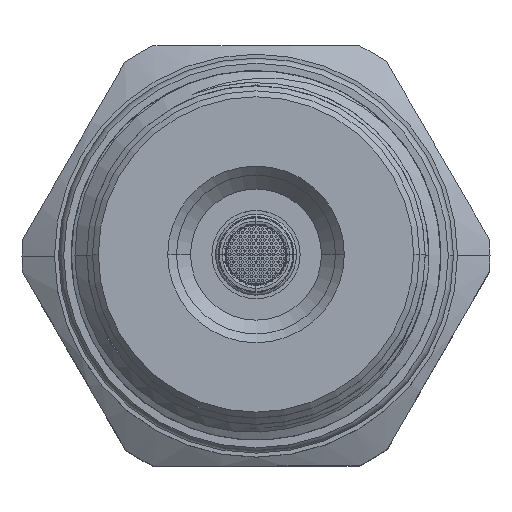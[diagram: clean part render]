
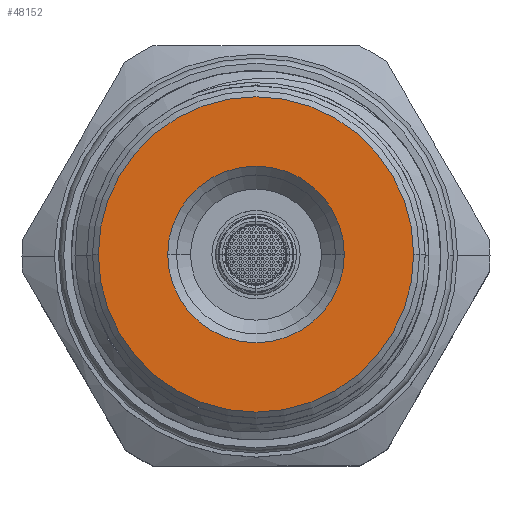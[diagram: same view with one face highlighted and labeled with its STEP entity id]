
A CAD part, top view. The second image highlights one B-rep face of the part: STEP entity #48152.
In plain terms, the highlighted planar face has unit normal (0, 0, 1).
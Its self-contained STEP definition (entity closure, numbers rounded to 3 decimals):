
#689 = ORIENTED_EDGE ( 'NONE', *, *, #41916, .T. ) ;
#2296 = DIRECTION ( 'NONE',  ( -1., 0., 0. ) ) ;
#2407 = DIRECTION ( 'NONE',  ( 0., 0., -1. ) ) ;
#3309 = AXIS2_PLACEMENT_3D ( 'NONE', #37157, #19281, #54127 ) ;
#3889 = CIRCLE ( 'NONE', #14016, 10.715 ) ;
#7197 = DIRECTION ( 'NONE',  ( 0., 0., 1. ) ) ;
#7811 = AXIS2_PLACEMENT_3D ( 'NONE', #24456, #7197, #2296 ) ;
#8812 = EDGE_LOOP ( 'NONE', ( #689, #28561 ) ) ;
#10451 = FACE_OUTER_BOUND ( 'NONE', #8812, .T. ) ;
#11262 = VERTEX_POINT ( 'NONE', #45336 ) ;
#11612 = CARTESIAN_POINT ( 'NONE',  ( -6., 0., 25.41 ) ) ;
#12169 = VERTEX_POINT ( 'NONE', #11612 ) ;
#14016 = AXIS2_PLACEMENT_3D ( 'NONE', #53307, #45073, #19218 ) ;
#15844 = CARTESIAN_POINT ( 'NONE',  ( 0., 0., 25.41 ) ) ;
#19218 = DIRECTION ( 'NONE',  ( -1., 0., 0. ) ) ;
#19281 = DIRECTION ( 'NONE',  ( 0., 0., -1. ) ) ;
#21521 = EDGE_CURVE ( 'NONE', #52188, #11262, #3889, .T. ) ;
#22502 = ORIENTED_EDGE ( 'NONE', *, *, #35456, .T. ) ;
#24456 = CARTESIAN_POINT ( 'NONE',  ( 0., 0., 25.41 ) ) ;
#25095 = CARTESIAN_POINT ( 'NONE',  ( 6., 0., 25.41 ) ) ;
#26490 = DIRECTION ( 'NONE',  ( -1., 0., 0. ) ) ;
#27328 = AXIS2_PLACEMENT_3D ( 'NONE', #30690, #43224, #26490 ) ;
#28221 = CIRCLE ( 'NONE', #7811, 10.715 ) ;
#28561 = ORIENTED_EDGE ( 'NONE', *, *, #21521, .T. ) ;
#28833 = CARTESIAN_POINT ( 'NONE',  ( 10.715, 0., 25.41 ) ) ;
#30690 = CARTESIAN_POINT ( 'NONE',  ( 0., 0., 25.41 ) ) ;
#31647 = AXIS2_PLACEMENT_3D ( 'NONE', #15844, #2407, #50107 ) ;
#33555 = FACE_BOUND ( 'NONE', #39634, .T. ) ;
#35456 = EDGE_CURVE ( 'NONE', #51693, #12169, #49630, .T. ) ;
#37157 = CARTESIAN_POINT ( 'NONE',  ( 0., 0., 25.41 ) ) ;
#39634 = EDGE_LOOP ( 'NONE', ( #22502, #54505 ) ) ;
#41916 = EDGE_CURVE ( 'NONE', #11262, #52188, #28221, .T. ) ;
#43224 = DIRECTION ( 'NONE',  ( 0., 0., -1. ) ) ;
#45073 = DIRECTION ( 'NONE',  ( 0., 0., 1. ) ) ;
#45336 = CARTESIAN_POINT ( 'NONE',  ( -10.715, 0., 25.41 ) ) ;
#45895 = PLANE ( 'NONE',  #31647 ) ;
#48152 = ADVANCED_FACE ( 'NONE', ( #33555, #10451 ), #45895, .F. ) ;
#48455 = CIRCLE ( 'NONE', #3309, 6. ) ;
#49374 = EDGE_CURVE ( 'NONE', #12169, #51693, #48455, .T. ) ;
#49630 = CIRCLE ( 'NONE', #27328, 6. ) ;
#50107 = DIRECTION ( 'NONE',  ( -1., 0., 0. ) ) ;
#51693 = VERTEX_POINT ( 'NONE', #25095 ) ;
#52188 = VERTEX_POINT ( 'NONE', #28833 ) ;
#53307 = CARTESIAN_POINT ( 'NONE',  ( 0., 0., 25.41 ) ) ;
#54127 = DIRECTION ( 'NONE',  ( -1., 0., 0. ) ) ;
#54505 = ORIENTED_EDGE ( 'NONE', *, *, #49374, .T. ) ;
